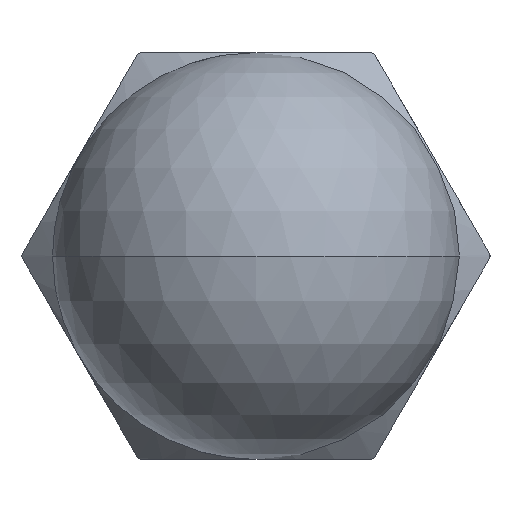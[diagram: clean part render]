
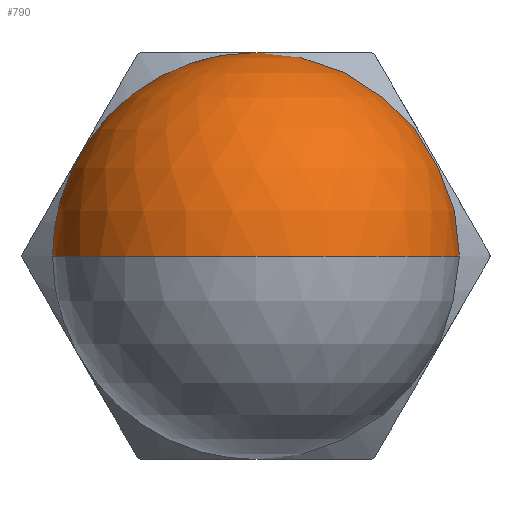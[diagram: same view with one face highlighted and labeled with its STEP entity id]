
A CAD part, left-side view. The second image highlights one B-rep face of the part: STEP entity #790.
In plain terms, the highlighted spherical face has radius 5 mm.
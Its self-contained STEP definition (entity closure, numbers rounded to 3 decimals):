
#16 = CARTESIAN_POINT ( 'NONE',  ( -9.5, 0., 0. ) ) ;
#43 = DIRECTION ( 'NONE',  ( 0., 0., 1. ) ) ;
#45 = DIRECTION ( 'NONE',  ( -1., 0., 0. ) ) ;
#46 = CARTESIAN_POINT ( 'NONE',  ( -6.5, 0., 0. ) ) ;
#50 = CIRCLE ( 'NONE', #53, 4. ) ;
#53 = AXIS2_PLACEMENT_3D ( 'NONE', #46, #45, #43 ) ;
#133 = CARTESIAN_POINT ( 'NONE',  ( -6.5, 4., 0. ) ) ;
#204 = AXIS2_PLACEMENT_3D ( 'NONE', #1166, #1157, #1124 ) ;
#207 = DIRECTION ( 'NONE',  ( 1., 0., 0. ) ) ;
#257 = AXIS2_PLACEMENT_3D ( 'NONE', #1090, #1091, #1094 ) ;
#293 = VERTEX_POINT ( 'NONE', #1087 ) ;
#297 = AXIS2_PLACEMENT_3D ( 'NONE', #981, #1079, #207 ) ;
#302 = AXIS2_PLACEMENT_3D ( 'NONE', #16, #972, #987 ) ;
#305 = FACE_OUTER_BOUND ( 'NONE', #809, .T. ) ;
#311 = SPHERICAL_SURFACE ( 'NONE', #204, 5. ) ;
#340 = CIRCLE ( 'NONE', #257, 4. ) ;
#399 = CIRCLE ( 'NONE', #297, 5. ) ;
#414 = CIRCLE ( 'NONE', #302, 5. ) ;
#433 = CARTESIAN_POINT ( 'NONE',  ( -14.5, 0., 0. ) ) ;
#730 = EDGE_CURVE ( 'NONE', #775, #742, #414, .T. ) ;
#733 = EDGE_CURVE ( 'NONE', #1201, #742, #399, .T. ) ;
#742 = VERTEX_POINT ( 'NONE', #433 ) ;
#768 = EDGE_CURVE ( 'NONE', #293, #1201, #340, .T. ) ;
#775 = VERTEX_POINT ( 'NONE', #1100 ) ;
#790 = ADVANCED_FACE ( 'NONE', ( #305 ), #311, .T. ) ;
#809 = EDGE_LOOP ( 'NONE', ( #1007, #1028, #1033, #1035 ) ) ;
#972 = DIRECTION ( 'NONE',  ( 0., 0., -1. ) ) ;
#981 = CARTESIAN_POINT ( 'NONE',  ( -9.5, 0., 0. ) ) ;
#987 = DIRECTION ( 'NONE',  ( 0., 1., 0. ) ) ;
#1007 = ORIENTED_EDGE ( 'NONE', *, *, #730, .F. ) ;
#1028 = ORIENTED_EDGE ( 'NONE', *, *, #1206, .T. ) ;
#1033 = ORIENTED_EDGE ( 'NONE', *, *, #768, .T. ) ;
#1035 = ORIENTED_EDGE ( 'NONE', *, *, #733, .T. ) ;
#1079 = DIRECTION ( 'NONE',  ( 0., 0., 1. ) ) ;
#1087 = CARTESIAN_POINT ( 'NONE',  ( -6.5, 0., 4. ) ) ;
#1090 = CARTESIAN_POINT ( 'NONE',  ( -6.5, 0., 0. ) ) ;
#1091 = DIRECTION ( 'NONE',  ( -1., 0., 0. ) ) ;
#1094 = DIRECTION ( 'NONE',  ( 0., 0., 1. ) ) ;
#1100 = CARTESIAN_POINT ( 'NONE',  ( -6.5, -4., 0. ) ) ;
#1124 = DIRECTION ( 'NONE',  ( 0., 1., 0. ) ) ;
#1157 = DIRECTION ( 'NONE',  ( 0., 0., -1. ) ) ;
#1166 = CARTESIAN_POINT ( 'NONE',  ( -9.5, 0., 0. ) ) ;
#1201 = VERTEX_POINT ( 'NONE', #133 ) ;
#1206 = EDGE_CURVE ( 'NONE', #775, #293, #50, .T. ) ;
